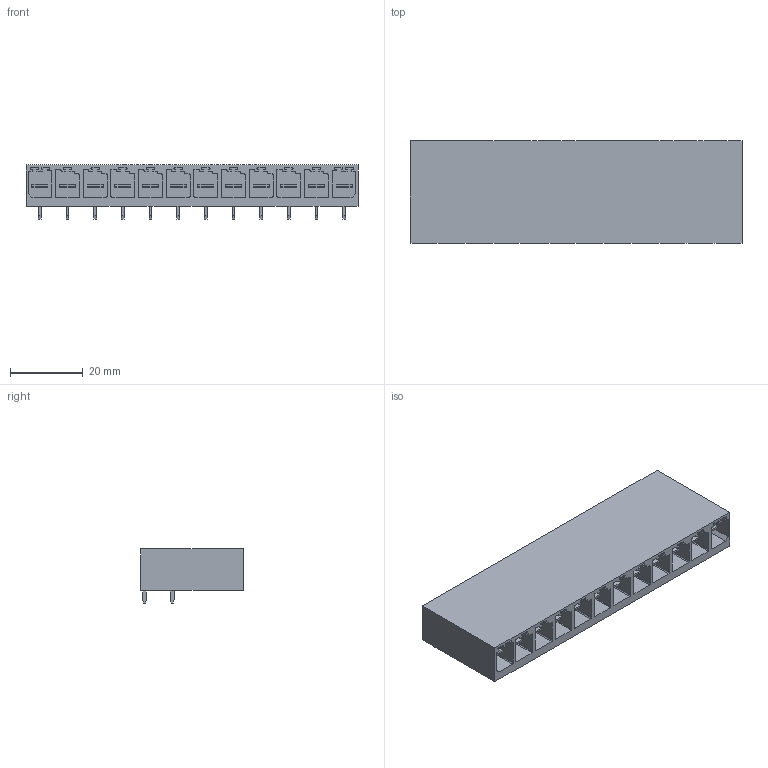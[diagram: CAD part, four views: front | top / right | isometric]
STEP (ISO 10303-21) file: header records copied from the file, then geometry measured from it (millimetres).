
FILE_DESCRIPTION(('CATIA V5 STEP Exchange','CAx-IF Rec.Pracs.--- Model Styling and Organization---1.2---2011-12-15'),'2;1');
FILE_NAME ('D1459375_0_1930370000_1930370000.stp','2018-11-26T14:00:15+00:00',('none'),('Weidmueller'),'CATIA Version 5-6 Release 2014','CATIA V5 STEP AP214','none');
FILE_SCHEMA(('AUTOMOTIVE_DESIGN { 1 0 10303 214 1 1 1 1 }'));
Length unit declared in the file: millimetre
Products named in the file (1): 1930370000
Bounding box: 91.44 x 28.3 x 14.9 mm (x, y, z)
Volume: 20759.1 mm3; surface area: 19077.4 mm2
Topology: 13 solids, 13 shells, 872 faces, 2490 edges, 1644 vertices
Faces by surface type: plane 710, cylinder 162
Entity records: 23959 total; most frequent: ORIENTED_EDGE 4980, CARTESIAN_POINT 4135, DIRECTION 3030, EDGE_CURVE 2286, VECTOR 1962, LINE 1962, VERTEX_POINT 1476, EDGE_LOOP 896
